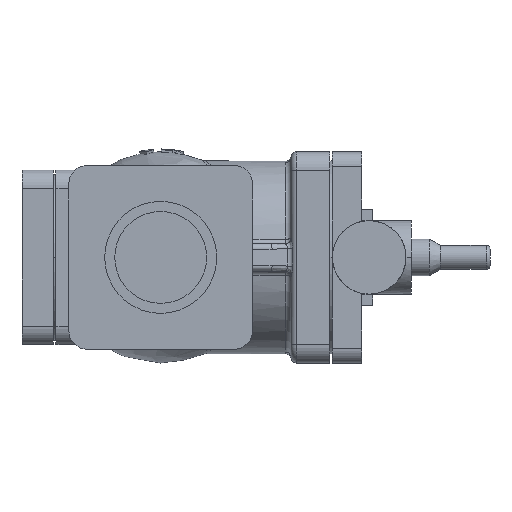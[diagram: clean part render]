
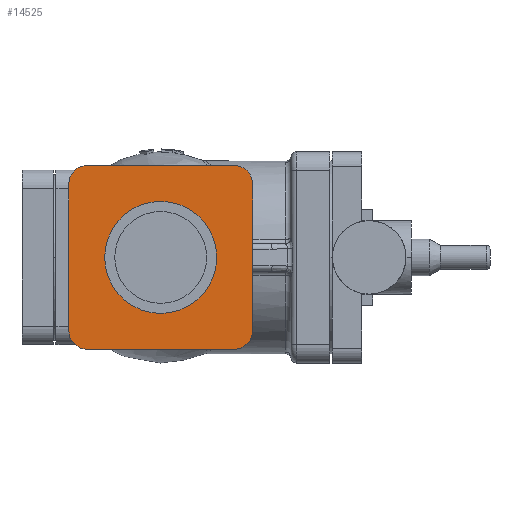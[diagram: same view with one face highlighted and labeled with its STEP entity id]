
A CAD part, left-side view. The second image highlights one B-rep face of the part: STEP entity #14525.
In plain terms, the highlighted face is planar.
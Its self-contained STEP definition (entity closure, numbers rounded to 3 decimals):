
#14252=CARTESIAN_POINT('',(-40.,40.,0.));
#14253=DIRECTION('',(0.,0.,-1.));
#14254=DIRECTION('',(-1.,0.,0.));
#14255=AXIS2_PLACEMENT_3D('',#14252,#14253,#14254);
#14257=DIRECTION('',(0.,-1.,0.));
#14258=VECTOR('',#14257,80.);
#14259=CARTESIAN_POINT('',(-50.,40.,0.));
#14260=LINE('',#14259,#14258);
#14261=CARTESIAN_POINT('',(-40.,-40.,0.));
#14262=DIRECTION('',(0.,0.,-1.));
#14263=DIRECTION('',(0.,-1.,0.));
#14264=AXIS2_PLACEMENT_3D('',#14261,#14262,#14263);
#14266=DIRECTION('',(1.,0.,0.));
#14267=VECTOR('',#14266,80.);
#14268=CARTESIAN_POINT('',(-40.,-50.,0.));
#14269=LINE('',#14268,#14267);
#14270=CARTESIAN_POINT('',(40.,-40.,0.));
#14271=DIRECTION('',(0.,0.,-1.));
#14272=DIRECTION('',(1.,0.,0.));
#14273=AXIS2_PLACEMENT_3D('',#14270,#14271,#14272);
#14275=DIRECTION('',(0.,1.,0.));
#14276=VECTOR('',#14275,80.);
#14277=CARTESIAN_POINT('',(50.,-40.,0.));
#14278=LINE('',#14277,#14276);
#14279=CARTESIAN_POINT('',(40.,40.,0.));
#14280=DIRECTION('',(0.,0.,-1.));
#14281=DIRECTION('',(0.,1.,0.));
#14282=AXIS2_PLACEMENT_3D('',#14279,#14280,#14281);
#14284=DIRECTION('',(-1.,0.,0.));
#14285=VECTOR('',#14284,80.);
#14286=CARTESIAN_POINT('',(40.,50.,0.));
#14287=LINE('',#14286,#14285);
#14288=CARTESIAN_POINT('',(0.,0.,0.));
#14289=DIRECTION('',(0.,0.,-1.));
#14290=DIRECTION('',(0.,1.,0.));
#14291=AXIS2_PLACEMENT_3D('',#14288,#14289,#14290);
#14293=CARTESIAN_POINT('',(0.,0.,0.));
#14294=DIRECTION('',(0.,0.,-1.));
#14295=DIRECTION('',(0.,-1.,0.));
#14296=AXIS2_PLACEMENT_3D('',#14293,#14294,#14295);
#14440=CARTESIAN_POINT('',(-50.,40.,0.));
#14441=CARTESIAN_POINT('',(-40.,50.,0.));
#14442=VERTEX_POINT('',#14440);
#14443=VERTEX_POINT('',#14441);
#14448=CARTESIAN_POINT('',(-40.,-50.,0.));
#14449=CARTESIAN_POINT('',(-50.,-40.,0.));
#14450=VERTEX_POINT('',#14448);
#14451=VERTEX_POINT('',#14449);
#14456=CARTESIAN_POINT('',(40.,50.,0.));
#14457=CARTESIAN_POINT('',(50.,40.,0.));
#14458=VERTEX_POINT('',#14456);
#14459=VERTEX_POINT('',#14457);
#14464=CARTESIAN_POINT('',(50.,-40.,0.));
#14465=CARTESIAN_POINT('',(40.,-50.,0.));
#14466=VERTEX_POINT('',#14464);
#14467=VERTEX_POINT('',#14465);
#14484=CARTESIAN_POINT('',(0.,30.5,0.));
#14485=CARTESIAN_POINT('',(0.,-30.5,0.));
#14486=VERTEX_POINT('',#14484);
#14487=VERTEX_POINT('',#14485);
#14496=CARTESIAN_POINT('',(0.,0.,0.));
#14497=DIRECTION('',(0.,0.,1.));
#14498=DIRECTION('',(1.,0.,0.));
#14499=AXIS2_PLACEMENT_3D('',#14496,#14497,#14498);
#14500=PLANE('',#14499);
#14502=ORIENTED_EDGE('',*,*,#14501,.F.);
#14504=ORIENTED_EDGE('',*,*,#14503,.T.);
#14506=ORIENTED_EDGE('',*,*,#14505,.F.);
#14508=ORIENTED_EDGE('',*,*,#14507,.T.);
#14510=ORIENTED_EDGE('',*,*,#14509,.F.);
#14512=ORIENTED_EDGE('',*,*,#14511,.T.);
#14514=ORIENTED_EDGE('',*,*,#14513,.F.);
#14516=ORIENTED_EDGE('',*,*,#14515,.T.);
#14517=EDGE_LOOP('',(#14502,#14504,#14506,#14508,#14510,#14512,#14514,#14516));
#14518=FACE_OUTER_BOUND('',#14517,.F.);
#14520=ORIENTED_EDGE('',*,*,#14519,.T.);
#14522=ORIENTED_EDGE('',*,*,#14521,.T.);
#14523=EDGE_LOOP('',(#14520,#14522));
#14524=FACE_BOUND('',#14523,.F.);
#14256=CIRCLE('',#14255,10.);
#14265=CIRCLE('',#14264,10.);
#14274=CIRCLE('',#14273,10.);
#14283=CIRCLE('',#14282,10.);
#14292=CIRCLE('',#14291,30.5);
#14297=CIRCLE('',#14296,30.5);
#14501=EDGE_CURVE('',#14442,#14443,#14256,.T.);
#14503=EDGE_CURVE('',#14442,#14451,#14260,.T.);
#14505=EDGE_CURVE('',#14450,#14451,#14265,.T.);
#14507=EDGE_CURVE('',#14450,#14467,#14269,.T.);
#14509=EDGE_CURVE('',#14466,#14467,#14274,.T.);
#14511=EDGE_CURVE('',#14466,#14459,#14278,.T.);
#14513=EDGE_CURVE('',#14458,#14459,#14283,.T.);
#14515=EDGE_CURVE('',#14458,#14443,#14287,.T.);
#14519=EDGE_CURVE('',#14486,#14487,#14292,.T.);
#14521=EDGE_CURVE('',#14487,#14486,#14297,.T.);
#14525=ADVANCED_FACE('',(#14518,#14524),#14500,.F.);
